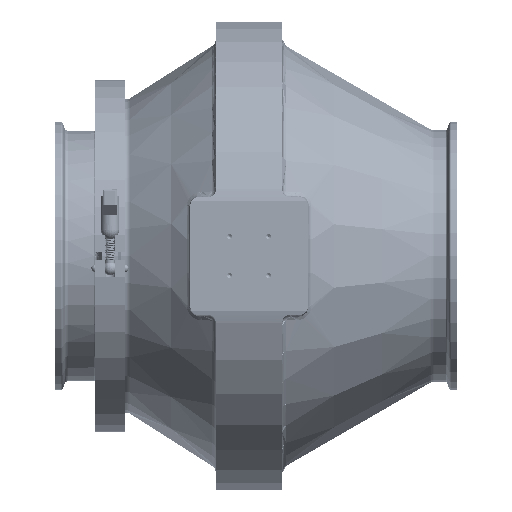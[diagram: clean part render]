
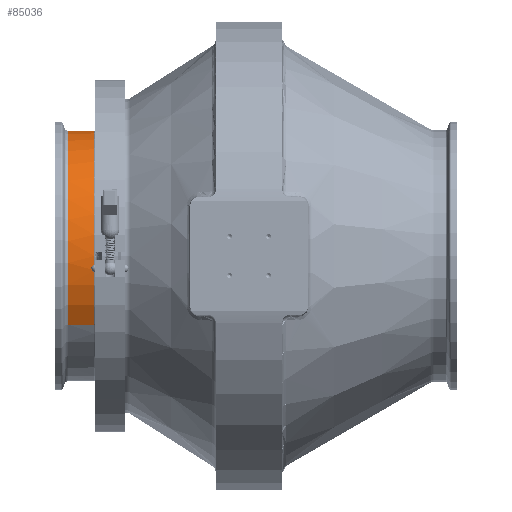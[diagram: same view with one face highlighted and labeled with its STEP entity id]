
A CAD part, left-side view. The second image highlights one B-rep face of the part: STEP entity #85036.
In plain terms, the highlighted cylindrical face has radius 101.6 mm (diameter 203.2 mm), a partial arc.
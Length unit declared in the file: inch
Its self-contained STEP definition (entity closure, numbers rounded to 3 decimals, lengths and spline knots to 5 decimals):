
#392 = CARTESIAN_POINT ( 'NONE',  ( -2.93758, 4.94046, 2.72327 ) ) ;
#1346 = CARTESIAN_POINT ( 'NONE',  ( -4., 4.94046, 0.21357 ) ) ;
#4187 = CARTESIAN_POINT ( 'NONE',  ( -3.34868, 45.55108, -2.18778 ) ) ;
#8826 = AXIS2_PLACEMENT_3D ( 'NONE', #22787, #82238, #67605 ) ;
#13094 = CARTESIAN_POINT ( 'NONE',  ( 1.57725, 4.94046, 3.68211 ) ) ;
#15220 = CARTESIAN_POINT ( 'NONE',  ( 3.34868, 5.76974, 2.18778 ) ) ;
#15965 = LINE ( 'NONE', #4187, #119221 ) ;
#17956 = CARTESIAN_POINT ( 'NONE',  ( -3.88875, 4.94046, -0.95645 ) ) ;
#18917 = CARTESIAN_POINT ( 'NONE',  ( -3.98602, 4.94046, -0.38581 ) ) ;
#20367 = CARTESIAN_POINT ( 'NONE',  ( 3.34868, 4.94046, 2.18778 ) ) ;
#20865 = CYLINDRICAL_SURFACE ( 'NONE', #8826, 4. ) ;
#22787 = CARTESIAN_POINT ( 'NONE',  ( 0., 45.55108, 0. ) ) ;
#27025 = EDGE_CURVE ( 'NONE', #160871, #108604, #75920, .T. ) ;
#27740 = CARTESIAN_POINT ( 'NONE',  ( -0.93664, 4.94046, 3.89465 ) ) ;
#28567 = EDGE_CURVE ( 'NONE', #108604, #159348, #166870, .T. ) ;
#41396 = CARTESIAN_POINT ( 'NONE',  ( -3.44825, 4.94046, 2.03842 ) ) ;
#41910 = ORIENTED_EDGE ( 'NONE', *, *, #155390, .T. ) ;
#42341 = CARTESIAN_POINT ( 'NONE',  ( -2.6309, 4.94046, 3.02059 ) ) ;
#43975 = CARTESIAN_POINT ( 'NONE',  ( -3.34868, 4.94046, -2.18778 ) ) ;
#44266 = CARTESIAN_POINT ( 'NONE',  ( 0.55041, 4.94046, 3.9677 ) ) ;
#44603 = VERTEX_POINT ( 'NONE', #114804 ) ;
#48139 = CARTESIAN_POINT ( 'NONE',  ( -3.34868, 4.94046, -2.18778 ) ) ;
#50075 = CARTESIAN_POINT ( 'NONE',  ( -3.77867, 4.94046, -1.32622 ) ) ;
#56376 = DIRECTION ( 'NONE',  ( 0., -1., 0. ) ) ;
#56939 = CARTESIAN_POINT ( 'NONE',  ( -1.93054, 4.94046, 3.50979 ) ) ;
#57900 = CARTESIAN_POINT ( 'NONE',  ( 1.1762, 4.94046, 3.82912 ) ) ;
#58873 = CARTESIAN_POINT ( 'NONE',  ( 1.77187, 4.94046, 3.5925 ) ) ;
#62509 = CARTESIAN_POINT ( 'NONE',  ( 3.34868, 45.55108, 2.18778 ) ) ;
#67605 = DIRECTION ( 'NONE',  ( 0.837, 0., 0.547 ) ) ;
#70658 = VECTOR ( 'NONE', #157056, 39.37008 ) ;
#71154 = VERTEX_POINT ( 'NONE', #43975 ) ;
#72539 = CARTESIAN_POINT ( 'NONE',  ( -3.91473, 4.94046, 0.84882 ) ) ;
#73492 = CARTESIAN_POINT ( 'NONE',  ( -3.98286, 4.94046, 0.42714 ) ) ;
#75423 = CARTESIAN_POINT ( 'NONE',  ( 2.65653, 4.94046, 2.99808 ) ) ;
#75920 = B_SPLINE_CURVE_WITH_KNOTS ( 'NONE', 3,
 ( #102782, #1346, #73492, #72539, #134948, #132067, #147662, #41396, #116435, #161333, #392, #42341, #133992, #100848, #56939, #191492, #101810, #27740, #176885, #133036, #146701, #115489, #44266, #149581, #57900, #13094, #58873, #104730, #190542, #75423, #174966, #118374, #89106, #160365 ),
 .UNSPECIFIED., .F., .F.,
 ( 4, 2, 2, 2, 2, 2, 2, 2, 2, 2, 2, 2, 2, 2, 2, 2, 4 ),
 ( 0.5, 0.52549, 0.55099, 0.57648, 0.60197, 0.62747, 0.65296, 0.67845, 0.70395, 0.72944, 0.75493, 0.78043, 0.80592, 0.83142, 0.85691, 0.8824, 0.9079 ),
 .UNSPECIFIED. ) ;
#81261 = CARTESIAN_POINT ( 'NONE',  ( -4., 4.94046, 0. ) ) ;
#82238 = DIRECTION ( 'NONE',  ( 0., 1., 0. ) ) ;
#85036 = ADVANCED_FACE ( 'NONE', ( #154468 ), #20865, .T. ) ;
#89106 = CARTESIAN_POINT ( 'NONE',  ( 3.23186, 4.94046, 2.36657 ) ) ;
#90409 = EDGE_LOOP ( 'NONE', ( #140955, #157795, #154154, #137875, #41910 ) ) ;
#100848 = CARTESIAN_POINT ( 'NONE',  ( -2.11545, 4.94046, 3.40154 ) ) ;
#101810 = CARTESIAN_POINT ( 'NONE',  ( -1.34603, 4.94046, 3.77277 ) ) ;
#102782 = CARTESIAN_POINT ( 'NONE',  ( -4., 4.94046, 0. ) ) ;
#104730 = CARTESIAN_POINT ( 'NONE',  ( 2.14434, 4.94046, 3.3834 ) ) ;
#107656 = CARTESIAN_POINT ( 'NONE',  ( -3.45418, 4.94046, -2.02628 ) ) ;
#108604 = VERTEX_POINT ( 'NONE', #20367 ) ;
#109584 = CARTESIAN_POINT ( 'NONE',  ( -3.9304, 4.94046, -0.76758 ) ) ;
#114804 = CARTESIAN_POINT ( 'NONE',  ( -3.34868, 5.76974, -2.18778 ) ) ;
#115489 = CARTESIAN_POINT ( 'NONE',  ( 0.33747, 4.94046, 3.99146 ) ) ;
#116435 = CARTESIAN_POINT ( 'NONE',  ( -3.33433, 4.94046, 2.21988 ) ) ;
#118374 = CARTESIAN_POINT ( 'NONE',  ( 3.1007, 4.94046, 2.53599 ) ) ;
#119221 = VECTOR ( 'NONE', #119330, 39.37008 ) ;
#119330 = DIRECTION ( 'NONE',  ( 0., 1., 0. ) ) ;
#120228 = AXIS2_PLACEMENT_3D ( 'NONE', #189010, #56376, #191912 ) ;
#124206 = CARTESIAN_POINT ( 'NONE',  ( -4., 4.94046, -0.1929 ) ) ;
#132067 = CARTESIAN_POINT ( 'NONE',  ( -3.72923, 4.94046, 1.46234 ) ) ;
#133036 = CARTESIAN_POINT ( 'NONE',  ( -0.30347, 4.94046, 3.99419 ) ) ;
#133992 = CARTESIAN_POINT ( 'NONE',  ( -2.46563, 4.94046, 3.15695 ) ) ;
#134948 = CARTESIAN_POINT ( 'NONE',  ( -3.86374, 4.94046, 1.05693 ) ) ;
#137564 = CARTESIAN_POINT ( 'NONE',  ( -4., 4.94046, 0. ) ) ;
#137875 = ORIENTED_EDGE ( 'NONE', *, *, #28567, .T. ) ;
#140955 = ORIENTED_EDGE ( 'NONE', *, *, #147770, .F. ) ;
#145155 = CIRCLE ( 'NONE', #120228, 4. ) ;
#146701 = CARTESIAN_POINT ( 'NONE',  ( -0.08947, 4.94046, 4.0047 ) ) ;
#147662 = CARTESIAN_POINT ( 'NONE',  ( -3.64571, 4.94046, 1.65965 ) ) ;
#147770 = EDGE_CURVE ( 'NONE', #71154, #44603, #15965, .T. ) ;
#149581 = CARTESIAN_POINT ( 'NONE',  ( 0.96977, 4.94046, 3.88653 ) ) ;
#154154 = ORIENTED_EDGE ( 'NONE', *, *, #27025, .T. ) ;
#154468 = FACE_OUTER_BOUND ( 'NONE', #90409, .T. ) ;
#155390 = EDGE_CURVE ( 'NONE', #159348, #44603, #145155, .T. ) ;
#157056 = DIRECTION ( 'NONE',  ( 0., 1., 0. ) ) ;
#157795 = ORIENTED_EDGE ( 'NONE', *, *, #165045, .T. ) ;
#159348 = VERTEX_POINT ( 'NONE', #15220 ) ;
#160365 = CARTESIAN_POINT ( 'NONE',  ( 3.34868, 4.94046, 2.18778 ) ) ;
#160871 = VERTEX_POINT ( 'NONE', #137564 ) ;
#161333 = CARTESIAN_POINT ( 'NONE',  ( -3.07899, 4.94046, 2.56231 ) ) ;
#165045 = EDGE_CURVE ( 'NONE', #71154, #160871, #188988, .T. ) ;
#166870 = LINE ( 'NONE', #62509, #70658 ) ;
#174966 = CARTESIAN_POINT ( 'NONE',  ( 2.81303, 4.94046, 2.85175 ) ) ;
#176885 = CARTESIAN_POINT ( 'NONE',  ( -0.72706, 4.94046, 3.93916 ) ) ;
#181736 = CARTESIAN_POINT ( 'NONE',  ( -3.71023, 4.94046, -1.50711 ) ) ;
#183674 = CARTESIAN_POINT ( 'NONE',  ( -3.54799, 4.94046, -1.85715 ) ) ;
#188988 = B_SPLINE_CURVE_WITH_KNOTS ( 'NONE', 3,
 ( #48139, #107656, #183674, #181736, #50075, #17956, #109584, #18917, #124206, #81261 ),
 .UNSPECIFIED., .F., .F.,
 ( 4, 2, 2, 2, 4 ),
 ( 0.4079, 0.43092, 0.45395, 0.47697, 0.5 ),
 .UNSPECIFIED. ) ;
#189010 = CARTESIAN_POINT ( 'NONE',  ( 0., 5.76974, 0. ) ) ;
#190542 = CARTESIAN_POINT ( 'NONE',  ( 2.32218, 4.94046, 3.26391 ) ) ;
#191492 = CARTESIAN_POINT ( 'NONE',  ( -1.54583, 4.94046, 3.6954 ) ) ;
#191912 = DIRECTION ( 'NONE',  ( 0.837, 0., 0.547 ) ) ;
